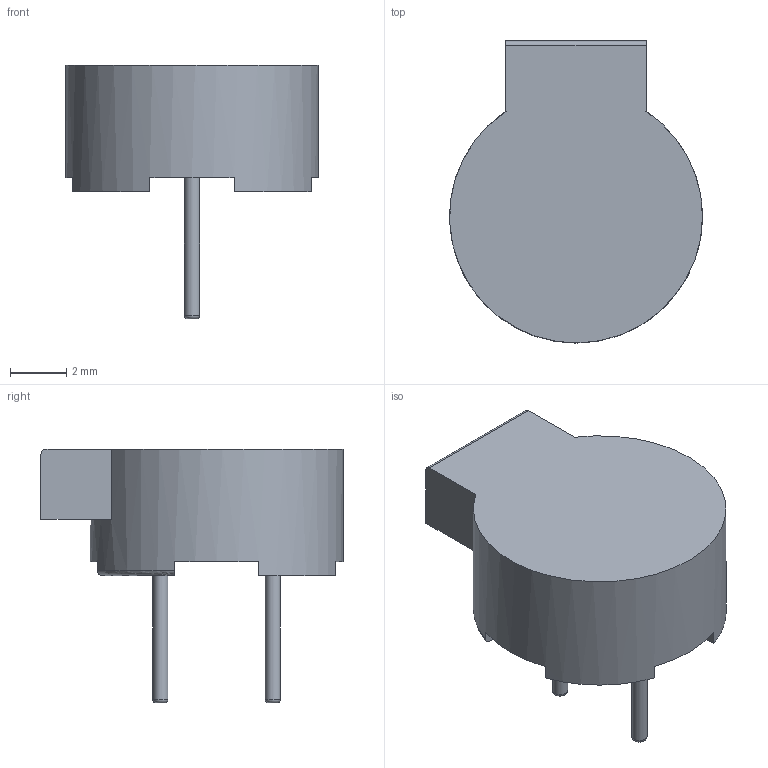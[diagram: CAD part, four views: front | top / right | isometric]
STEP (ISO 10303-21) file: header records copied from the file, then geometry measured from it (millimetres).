
FILE_DESCRIPTION(/* description */ ('model of MagneticBuzzer_CUI_CST-931RP-A'),/* implementation_level */ '2;1');
FILE_NAME(/* name */ 'MagneticBuzzer_CUI_CST-931RP-A.step',/* time_stamp */ '2018-11-19T23:46:31',/* author */ ('kicad StepUp','ksu'),/* organization */ ('FreeCAD'),/* preprocessor_version */ 'OCC',/* originating_system */ 'kicad StepUp',/* authorisation */ '');
FILE_SCHEMA(('AUTOMOTIVE_DESIGN { 1 0 10303 214 1 1 1 1 }'));
Length unit declared in the file: millimetre
Products named in the file (1): MagneticBuzzer_CUI_CST_931RP_A
Bounding box: 9 x 10.75 x 9.03 mm (x, y, z)
Volume: 285.1 mm3; surface area: 328.5 mm2
Topology: 1 solids, 1 shells, 35 faces, 88 edges, 58 vertices
Faces by surface type: plane 27, cylinder 4, torus 4
Full cylindrical faces by diameter (mm): 0.54 x2, 9 x1
Entity records: 768 total; most frequent: CARTESIAN_POINT 142, ORIENTED_EDGE 134, EDGE_CURVE 88, VERTEX_POINT 58, LINE 50, AXIS2_PLACEMENT_3D 46, FACE_BOUND 38, EDGE_LOOP 38
